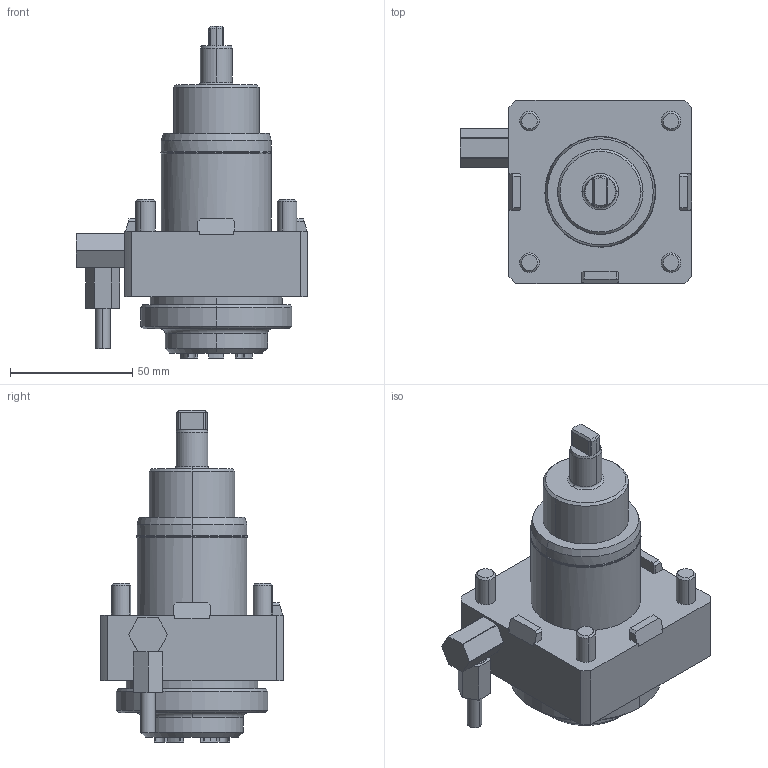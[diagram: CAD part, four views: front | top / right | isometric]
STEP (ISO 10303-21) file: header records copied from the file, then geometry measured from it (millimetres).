
FILE_DESCRIPTION(('HOOPS Exchange Step'),'2;1');
FILE_NAME('Modelcomposition.stp','2024-06-04T21:08:00+00:00',('toolarena-modelservice-ewspro'),('Unknown organisation'),'HOOPS Exchange 2021.2','HOOPS Exchange','Unknown authorisation');
FILE_SCHEMA( ('AP242_MANAGED_MODEL_BASED_3D_ENGINEERING_MIM_LF {1 0 10303 442 1 1 4 }') );
Length unit declared in the file: millimetre
Products named in the file (1): EWS_147678_DIN4003
Bounding box: 94.9 x 75 x 136 mm (x, y, z)
Volume: 296858.7 mm3; surface area: 36536.7 mm2
Topology: 1 solids, 1 shells, 225 faces, 577 edges, 374 vertices
Faces by surface type: plane 113, cylinder 80, cone 24, torus 8
Entity records: 6937 total; most frequent: CARTESIAN_POINT 1259, DIRECTION 1229, ORIENTED_EDGE 1154, EDGE_CURVE 577, AXIS2_PLACEMENT_3D 436, VERTEX_POINT 374, VECTOR 357, LINE 357
